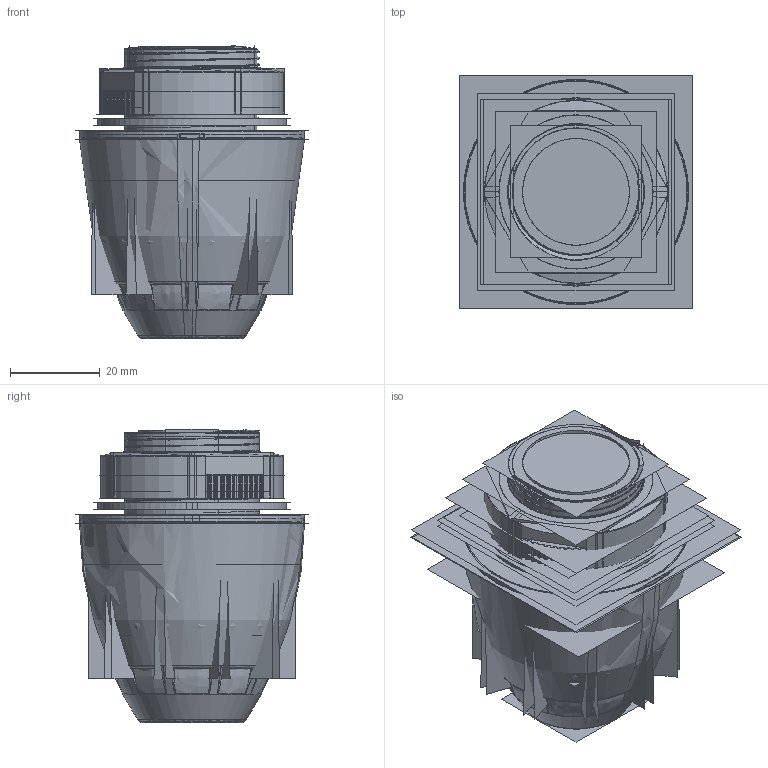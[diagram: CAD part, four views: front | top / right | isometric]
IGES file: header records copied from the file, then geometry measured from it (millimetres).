
Start section:  PTC IGES file: 161955.igs
Global section: file name: 161955.igs; native system: Creo Parametric by PTC Inc.; preprocessor: 2016260; author: pdmadmin; organization: Unknown; date: 20170323.091312; units: millimetre
Bounding box: 52.01 x 52.01 x 65.32 mm (x, y, z)
Volume: 42042.8 mm3; surface area: 489796.8 mm2
Topology: 4 solids, 5 shells, 1460 faces, 7796 edges, 9843 vertices
Faces by surface type: bspline 800, revolution 660
